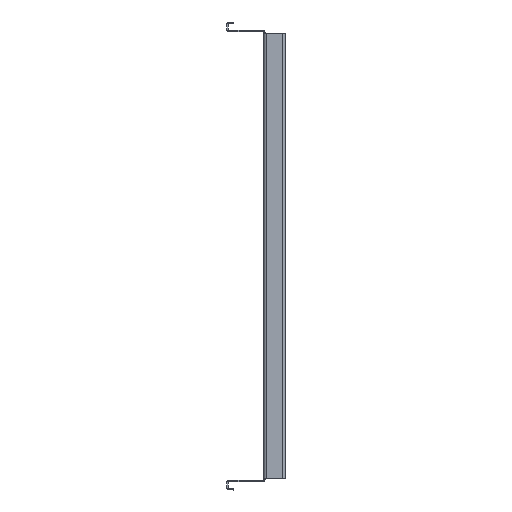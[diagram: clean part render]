
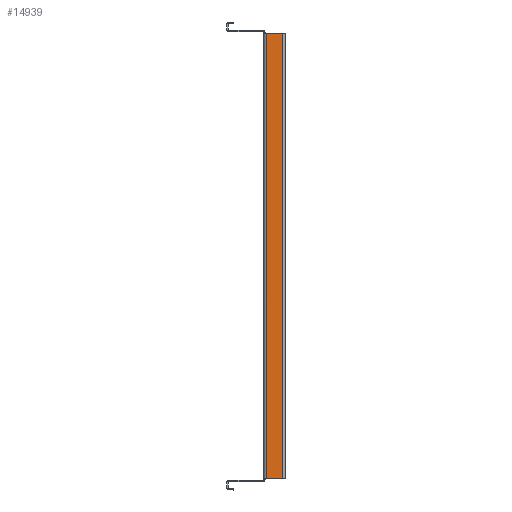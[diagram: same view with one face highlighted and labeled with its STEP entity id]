
A CAD part, left-side view. The second image highlights one B-rep face of the part: STEP entity #14939.
In plain terms, the highlighted planar face has unit normal (-1, 0, 0).
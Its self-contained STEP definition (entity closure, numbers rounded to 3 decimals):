
#1087 = LINE ( 'NONE', #14170, #17139 ) ;
#2664 = VECTOR ( 'NONE', #18180, 1000. ) ;
#2962 = VERTEX_POINT ( 'NONE', #20311 ) ;
#4737 = FACE_OUTER_BOUND ( 'NONE', #12562, .T. ) ;
#4913 = AXIS2_PLACEMENT_3D ( 'NONE', #9549, #16077, #17263 ) ;
#6700 = ORIENTED_EDGE ( 'NONE', *, *, #10798, .T. ) ;
#6723 = CARTESIAN_POINT ( 'NONE',  ( -330., 0., 343. ) ) ;
#7024 = CARTESIAN_POINT ( 'NONE',  ( -330., -29., -343. ) ) ;
#7136 = DIRECTION ( 'NONE',  ( 0., 0., 1. ) ) ;
#7483 = CARTESIAN_POINT ( 'NONE',  ( -330., -4., 0. ) ) ;
#7556 = EDGE_CURVE ( 'NONE', #2962, #13917, #15278, .T. ) ;
#7710 = CARTESIAN_POINT ( 'NONE',  ( -330., -4., -343. ) ) ;
#8622 = EDGE_CURVE ( 'NONE', #19653, #14085, #20213, .T. ) ;
#9044 = EDGE_CURVE ( 'NONE', #14085, #2962, #1087, .T. ) ;
#9549 = CARTESIAN_POINT ( 'NONE',  ( -330., 0., 0. ) ) ;
#9959 = CARTESIAN_POINT ( 'NONE',  ( -330., -29., 343. ) ) ;
#10161 = LINE ( 'NONE', #6723, #2664 ) ;
#10425 = ORIENTED_EDGE ( 'NONE', *, *, #8622, .T. ) ;
#10798 = EDGE_CURVE ( 'NONE', #13917, #19653, #10161, .T. ) ;
#10958 = DIRECTION ( 'NONE',  ( 0., -1., 0. ) ) ;
#11753 = ORIENTED_EDGE ( 'NONE', *, *, #7556, .T. ) ;
#11795 = CARTESIAN_POINT ( 'NONE',  ( -330., -4., 343. ) ) ;
#12562 = EDGE_LOOP ( 'NONE', ( #12877, #11753, #6700, #10425 ) ) ;
#12877 = ORIENTED_EDGE ( 'NONE', *, *, #9044, .T. ) ;
#13917 = VERTEX_POINT ( 'NONE', #9959 ) ;
#14085 = VERTEX_POINT ( 'NONE', #7710 ) ;
#14170 = CARTESIAN_POINT ( 'NONE',  ( -330., 0., -343. ) ) ;
#14939 = ADVANCED_FACE ( 'NONE', ( #4737 ), #19084, .T. ) ;
#15278 = LINE ( 'NONE', #7024, #17056 ) ;
#16077 = DIRECTION ( 'NONE',  ( -1., 0., 0. ) ) ;
#16894 = DIRECTION ( 'NONE',  ( 0., 0., -1. ) ) ;
#17056 = VECTOR ( 'NONE', #7136, 1000. ) ;
#17139 = VECTOR ( 'NONE', #10958, 1000. ) ;
#17263 = DIRECTION ( 'NONE',  ( 0., -1., 0. ) ) ;
#18148 = VECTOR ( 'NONE', #16894, 1000. ) ;
#18180 = DIRECTION ( 'NONE',  ( 0., 1., 0. ) ) ;
#19084 = PLANE ( 'NONE',  #4913 ) ;
#19653 = VERTEX_POINT ( 'NONE', #11795 ) ;
#20213 = LINE ( 'NONE', #7483, #18148 ) ;
#20311 = CARTESIAN_POINT ( 'NONE',  ( -330., -29., -343. ) ) ;
